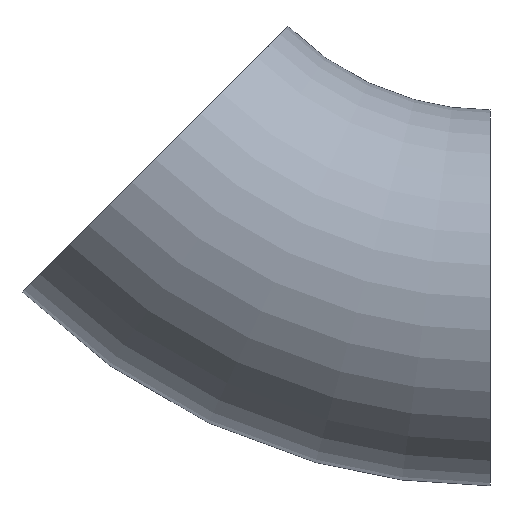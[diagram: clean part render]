
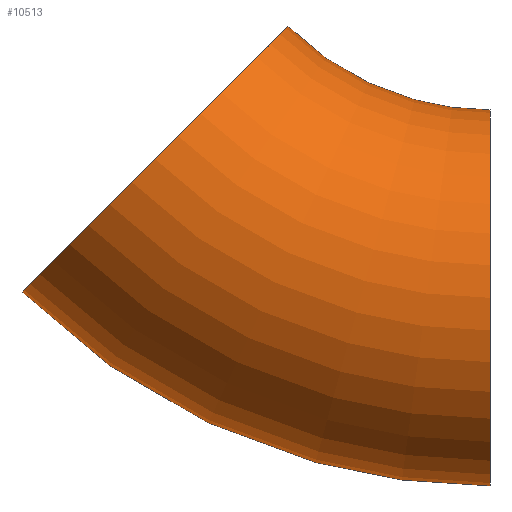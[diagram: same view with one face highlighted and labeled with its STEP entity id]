
A CAD part, left-side view. The second image highlights one B-rep face of the part: STEP entity #10513.
In plain terms, the highlighted toroidal (fillet/blend) face has major radius 76 mm and minor radius 30.15 mm.
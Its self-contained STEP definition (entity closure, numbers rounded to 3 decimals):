
#877 = DIRECTION ( 'NONE',  ( 0., 1., 0. ) ) ;
#897 = DIRECTION ( 'NONE',  ( 0., -0.707, 0.707 ) ) ;
#956 = CARTESIAN_POINT ( 'NONE',  ( 0., 0., 0. ) ) ;
#999 = DIRECTION ( 'NONE',  ( 0., 0., 1. ) ) ;
#1289 = AXIS2_PLACEMENT_3D ( 'NONE', #1745, #3718, #897 ) ;
#1631 = CIRCLE ( 'NONE', #3678, 30.15 ) ;
#1745 = CARTESIAN_POINT ( 'NONE',  ( 0., 53.74, -53.74 ) ) ;
#1880 = CARTESIAN_POINT ( 'NONE',  ( 0., 32.421, -32.421 ) ) ;
#2096 = ORIENTED_EDGE ( 'NONE', *, *, #3770, .F. ) ;
#2826 = DIRECTION ( 'NONE',  ( -1., 0., 0. ) ) ;
#3275 = ORIENTED_EDGE ( 'NONE', *, *, #5905, .T. ) ;
#3602 = VERTEX_POINT ( 'NONE', #11074 ) ;
#3678 = AXIS2_PLACEMENT_3D ( 'NONE', #9133, #877, #9930 ) ;
#3718 = DIRECTION ( 'NONE',  ( 0., 0.707, 0.707 ) ) ;
#3770 = EDGE_CURVE ( 'NONE', #7356, #7356, #11876, .T. ) ;
#4390 = EDGE_LOOP ( 'NONE', ( #3275 ) ) ;
#5261 = EDGE_LOOP ( 'NONE', ( #2096 ) ) ;
#5905 = EDGE_CURVE ( 'NONE', #3602, #3602, #1631, .T. ) ;
#7356 = VERTEX_POINT ( 'NONE', #1880 ) ;
#7672 = TOROIDAL_SURFACE ( 'NONE', #11312, 76., 30.15 ) ;
#9133 = CARTESIAN_POINT ( 'NONE',  ( 0., 0., -76. ) ) ;
#9930 = DIRECTION ( 'NONE',  ( 0., 0., 1. ) ) ;
#10095 = FACE_OUTER_BOUND ( 'NONE', #5261, .T. ) ;
#10513 = ADVANCED_FACE ( 'NONE', ( #10095, #11370 ), #7672, .T. ) ;
#11074 = CARTESIAN_POINT ( 'NONE',  ( 0., 0., -45.85 ) ) ;
#11312 = AXIS2_PLACEMENT_3D ( 'NONE', #956, #2826, #999 ) ;
#11370 = FACE_OUTER_BOUND ( 'NONE', #4390, .T. ) ;
#11876 = CIRCLE ( 'NONE', #1289, 30.15 ) ;
